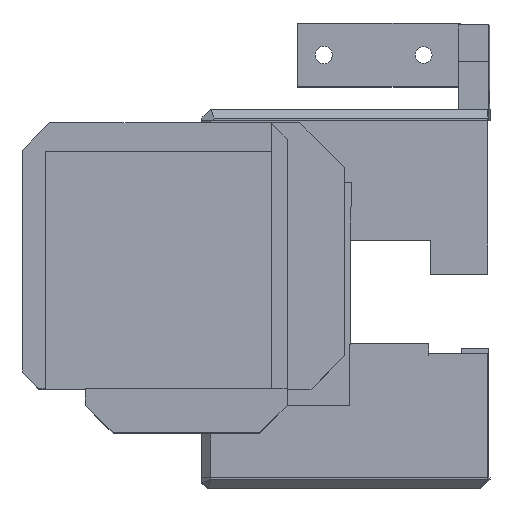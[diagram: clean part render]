
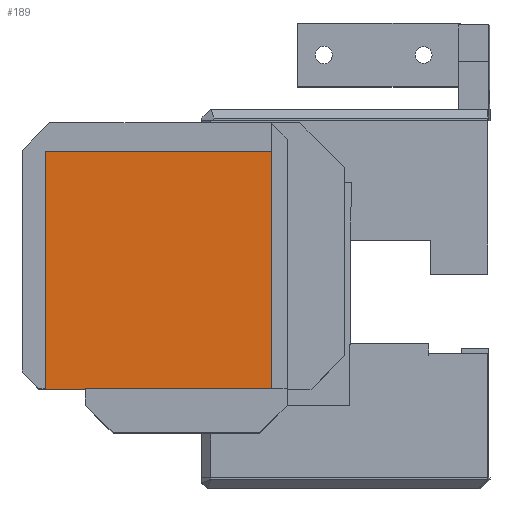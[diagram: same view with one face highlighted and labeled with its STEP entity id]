
A CAD part, top view. The second image highlights one B-rep face of the part: STEP entity #189.
In plain terms, the highlighted planar face has unit normal (0, 0, 1).
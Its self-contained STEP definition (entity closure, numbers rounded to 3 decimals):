
#78=CARTESIAN_POINT('',(-70.,10.7,134.109));
#79=VERTEX_POINT('',#78);
#86=CARTESIAN_POINT('',(-77.231,10.7,134.109));
#87=VERTEX_POINT('',#86);
#88=CARTESIAN_POINT('',(-77.231,10.7,134.109));
#89=DIRECTION('',(1.,0.,-0.));
#90=VECTOR('',#89,7.231);
#91=LINE('',#88,#90);
#92=EDGE_CURVE('',#87,#79,#91,.T.);
#151=CARTESIAN_POINT('',(-79.43,31.7,134.109));
#152=DIRECTION('',(0.,0.,-1.));
#153=DIRECTION('',(-1.,0.,0.));
#154=AXIS2_PLACEMENT_3D('',#151,#152,#153);
#155=PLANE('',#154);
#156=CARTESIAN_POINT('',(-77.231,53.47,134.109));
#157=VERTEX_POINT('',#156);
#158=CARTESIAN_POINT('',(-77.231,10.7,134.109));
#159=DIRECTION('',(0.,1.,0.));
#160=VECTOR('',#159,42.77);
#161=LINE('',#158,#160);
#162=EDGE_CURVE('',#87,#157,#161,.T.);
#163=ORIENTED_EDGE('',*,*,#162,.F.);
#164=ORIENTED_EDGE('',*,*,#92,.T.);
#165=CARTESIAN_POINT('',(-36.43,10.7,134.109));
#166=VERTEX_POINT('',#165);
#167=CARTESIAN_POINT('',(-70.,10.7,134.109));
#168=DIRECTION('',(1.,0.,-0.));
#169=VECTOR('',#168,33.57);
#170=LINE('',#167,#169);
#171=EDGE_CURVE('',#79,#166,#170,.T.);
#172=ORIENTED_EDGE('',*,*,#171,.T.);
#173=CARTESIAN_POINT('',(-36.43,53.47,134.109));
#174=VERTEX_POINT('',#173);
#175=CARTESIAN_POINT('',(-36.43,10.7,134.109));
#176=DIRECTION('',(0.,1.,0.));
#177=VECTOR('',#176,42.77);
#178=LINE('',#175,#177);
#179=EDGE_CURVE('',#166,#174,#178,.T.);
#180=ORIENTED_EDGE('',*,*,#179,.T.);
#181=CARTESIAN_POINT('',(-77.231,53.47,134.109));
#182=DIRECTION('',(1.,0.,-0.));
#183=VECTOR('',#182,40.801);
#184=LINE('',#181,#183);
#185=EDGE_CURVE('',#157,#174,#184,.T.);
#186=ORIENTED_EDGE('',*,*,#185,.F.);
#187=EDGE_LOOP('',(#163,#164,#172,#180,#186));
#188=FACE_BOUND('',#187,.T.);
#189=ADVANCED_FACE('',(#188),#155,.F.);
